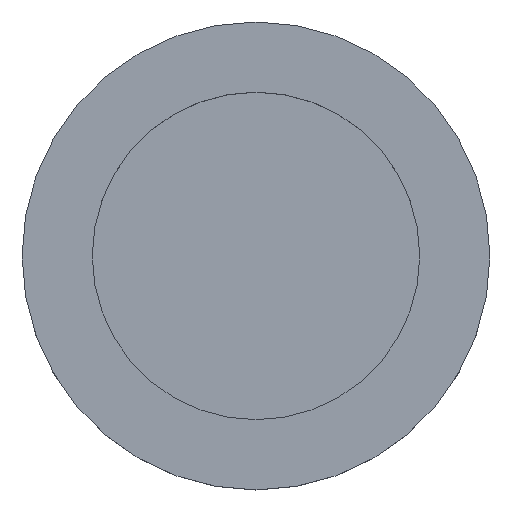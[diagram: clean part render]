
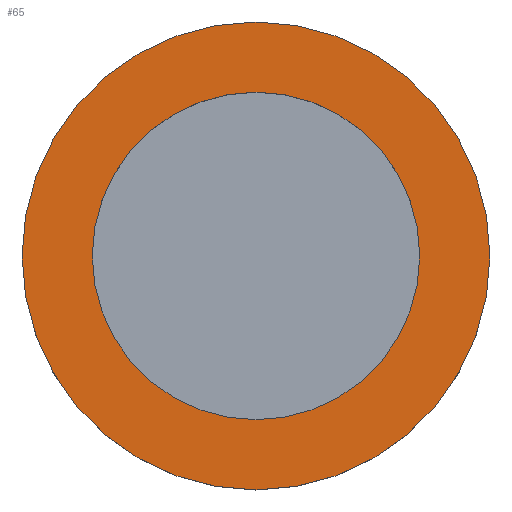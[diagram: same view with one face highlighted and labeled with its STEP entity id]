
A CAD part, top view. The second image highlights one B-rep face of the part: STEP entity #65.
In plain terms, the highlighted planar face has unit normal (0, 0, 1).
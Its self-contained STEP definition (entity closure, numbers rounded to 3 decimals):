
#15=FACE_BOUND('',#31,.T.);
#25=FACE_OUTER_BOUND('',#30,.T.);
#30=EDGE_LOOP('',(#56));
#31=EDGE_LOOP('',(#57));
#34=CIRCLE('',#84,5.25);
#35=CIRCLE('',#86,7.5);
#38=VERTEX_POINT('',#117);
#39=VERTEX_POINT('',#121);
#42=EDGE_CURVE('',#38,#38,#34,.T.);
#44=EDGE_CURVE('',#39,#39,#35,.T.);
#56=ORIENTED_EDGE('',*,*,#44,.T.);
#57=ORIENTED_EDGE('',*,*,#42,.T.);
#60=PLANE('',#88);
#65=ADVANCED_FACE('',(#25,#15),#60,.T.);
#84=AXIS2_PLACEMENT_3D('',#118,#98,#99);
#86=AXIS2_PLACEMENT_3D('',#122,#103,#104);
#88=AXIS2_PLACEMENT_3D('',#126,#108,#109);
#98=DIRECTION('center_axis',(0.,0.,-1.));
#99=DIRECTION('ref_axis',(1.,0.,0.));
#103=DIRECTION('center_axis',(0.,0.,1.));
#104=DIRECTION('ref_axis',(1.,0.,0.));
#108=DIRECTION('center_axis',(0.,0.,1.));
#109=DIRECTION('ref_axis',(1.,0.,0.));
#117=CARTESIAN_POINT('',(-5.25,0.,2.));
#118=CARTESIAN_POINT('Origin',(0.,0.,2.));
#121=CARTESIAN_POINT('',(-7.5,0.,2.));
#122=CARTESIAN_POINT('Origin',(0.,0.,2.));
#126=CARTESIAN_POINT('Origin',(0.,0.,2.));
